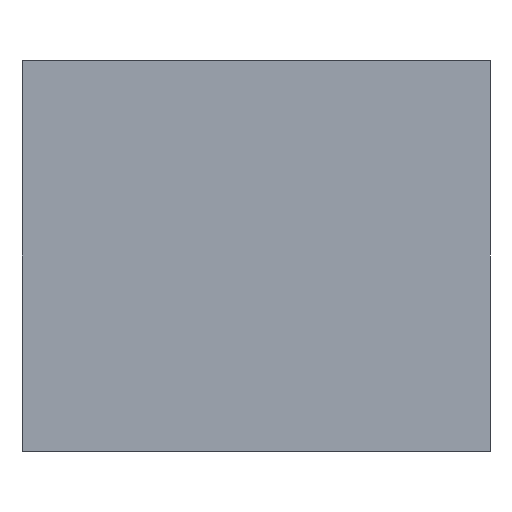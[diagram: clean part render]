
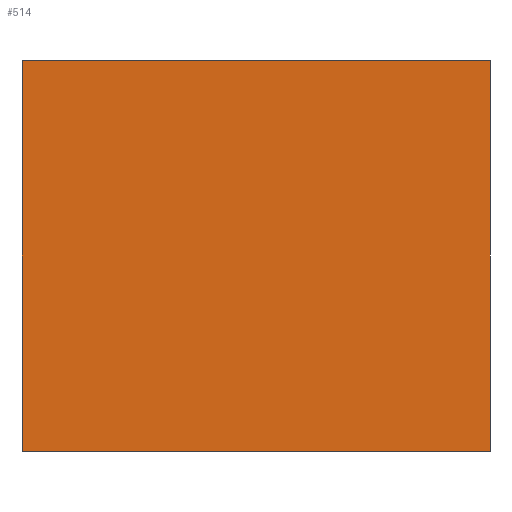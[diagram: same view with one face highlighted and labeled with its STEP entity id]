
A CAD part, front view. The second image highlights one B-rep face of the part: STEP entity #514.
In plain terms, the highlighted planar face has unit normal (0, -1, 0).
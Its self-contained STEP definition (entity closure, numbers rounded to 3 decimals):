
#458=CARTESIAN_POINT('',(6.,-12.5,10.0));
#459=VERTEX_POINT('',#458);
#466=CARTESIAN_POINT('',(6.,-12.5,0.0));
#467=VERTEX_POINT('',#466);
#468=CARTESIAN_POINT('',(6.,-12.5,0.0));
#469=DIRECTION('',(0.0,0.0,1.0));
#470=VECTOR('',#469,10.0);
#471=LINE('',#468,#470);
#472=EDGE_CURVE('',#467,#459,#471,.T.);
#484=CARTESIAN_POINT('',(6.,-12.5,0.0));
#485=DIRECTION('',(0.0,-1.0,0.0));
#486=DIRECTION('',(0.0,0.0,-1.0));
#487=AXIS2_PLACEMENT_3D('',#484,#485,#486);
#488=PLANE('',#487);
#489=CARTESIAN_POINT('',(-6.,-12.5,10.0));
#490=VERTEX_POINT('',#489);
#491=CARTESIAN_POINT('',(6.,-12.5,10.0));
#492=DIRECTION('',(-1.0,0.0,0.0));
#493=VECTOR('',#492,12.);
#494=LINE('',#491,#493);
#495=EDGE_CURVE('',#459,#490,#494,.T.);
#496=ORIENTED_EDGE('',*,*,#495,.T.);
#497=CARTESIAN_POINT('',(-6.,-12.5,0.0));
#498=VERTEX_POINT('',#497);
#499=CARTESIAN_POINT('',(-6.,-12.5,0.0));
#500=DIRECTION('',(0.0,0.0,1.0));
#501=VECTOR('',#500,10.0);
#502=LINE('',#499,#501);
#503=EDGE_CURVE('',#498,#490,#502,.T.);
#504=ORIENTED_EDGE('',*,*,#503,.F.);
#505=CARTESIAN_POINT('',(6.,-12.5,0.0));
#506=DIRECTION('',(-1.0,0.0,0.0));
#507=VECTOR('',#506,12.);
#508=LINE('',#505,#507);
#509=EDGE_CURVE('',#467,#498,#508,.T.);
#510=ORIENTED_EDGE('',*,*,#509,.F.);
#511=ORIENTED_EDGE('',*,*,#472,.T.);
#512=EDGE_LOOP('',(#496,#504,#510,#511));
#513=FACE_OUTER_BOUND('',#512,.T.);
#514=ADVANCED_FACE('',(#513),#488,.T.);
